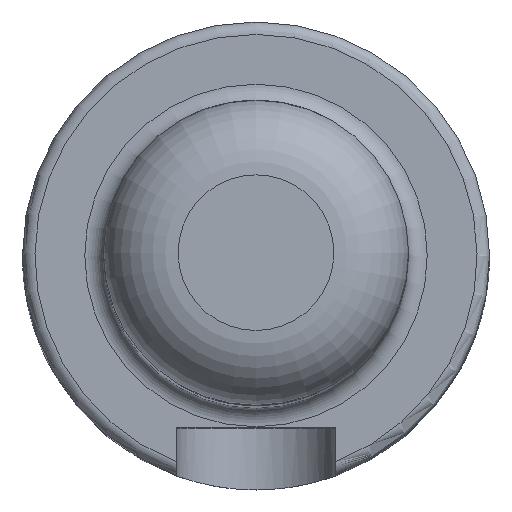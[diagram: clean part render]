
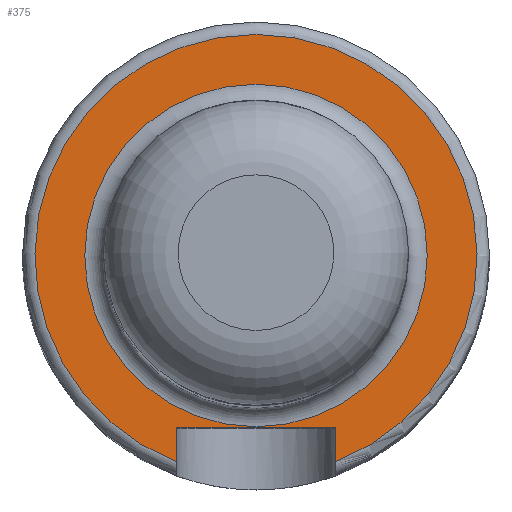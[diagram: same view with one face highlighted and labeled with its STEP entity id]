
A CAD part, top view. The second image highlights one B-rep face of the part: STEP entity #375.
In plain terms, the highlighted planar face has unit normal (0, 0, 1).
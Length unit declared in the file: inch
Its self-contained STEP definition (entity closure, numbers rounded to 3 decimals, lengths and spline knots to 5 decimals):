
#15=FACE_BOUND('',#92,.T.);
#38=CIRCLE('',#423,0.1775);
#39=CIRCLE('',#426,0.1375);
#49=PLANE('',#425);
#68=FACE_OUTER_BOUND('',#91,.T.);
#91=EDGE_LOOP('',(#306,#307,#308,#309));
#92=EDGE_LOOP('',(#310));
#117=LINE('',#809,#140);
#120=LINE('',#815,#143);
#121=LINE('',#816,#144);
#140=VECTOR('',#507,0.3937);
#143=VECTOR('',#512,0.3937);
#144=VECTOR('',#513,0.3937);
#184=VERTEX_POINT('',#784);
#185=VERTEX_POINT('',#795);
#186=VERTEX_POINT('',#808);
#188=VERTEX_POINT('',#814);
#189=VERTEX_POINT('',#817);
#228=EDGE_CURVE('',#184,#185,#38,.T.);
#230=EDGE_CURVE('',#186,#185,#117,.T.);
#233=EDGE_CURVE('',#184,#188,#120,.T.);
#234=EDGE_CURVE('',#188,#186,#121,.T.);
#235=EDGE_CURVE('',#189,#189,#39,.T.);
#306=ORIENTED_EDGE('',*,*,#228,.F.);
#307=ORIENTED_EDGE('',*,*,#233,.T.);
#308=ORIENTED_EDGE('',*,*,#234,.T.);
#309=ORIENTED_EDGE('',*,*,#230,.T.);
#310=ORIENTED_EDGE('',*,*,#235,.F.);
#375=ADVANCED_FACE('',(#68,#15),#49,.T.);
#423=AXIS2_PLACEMENT_3D('',#796,#503,#504);
#425=AXIS2_PLACEMENT_3D('',#813,#510,#511);
#426=AXIS2_PLACEMENT_3D('',#818,#514,#515);
#503=DIRECTION('center_axis',(0.,0.,-1.));
#504=DIRECTION('ref_axis',(0.,1.,0.));
#507=DIRECTION('',(0.,-1.,0.));
#510=DIRECTION('center_axis',(0.,0.,1.));
#511=DIRECTION('ref_axis',(1.,0.,0.));
#512=DIRECTION('',(0.,1.,0.));
#513=DIRECTION('',(1.,0.,0.));
#514=DIRECTION('center_axis',(0.,0.,1.));
#515=DIRECTION('ref_axis',(1.,0.,0.));
#784=CARTESIAN_POINT('',(-0.064,-0.16556,0.));
#795=CARTESIAN_POINT('',(0.064,-0.16556,0.));
#796=CARTESIAN_POINT('Origin',(0.,0.,0.));
#808=CARTESIAN_POINT('',(0.064,-0.138,0.));
#809=CARTESIAN_POINT('',(0.064,-0.094,0.));
#813=CARTESIAN_POINT('Origin',(0.,0.,0.));
#814=CARTESIAN_POINT('',(-0.064,-0.138,0.));
#815=CARTESIAN_POINT('',(-0.064,-0.094,0.));
#816=CARTESIAN_POINT('',(0.,-0.138,0.));
#817=CARTESIAN_POINT('',(0.1375,0.,0.));
#818=CARTESIAN_POINT('Origin',(0.,0.,0.));
